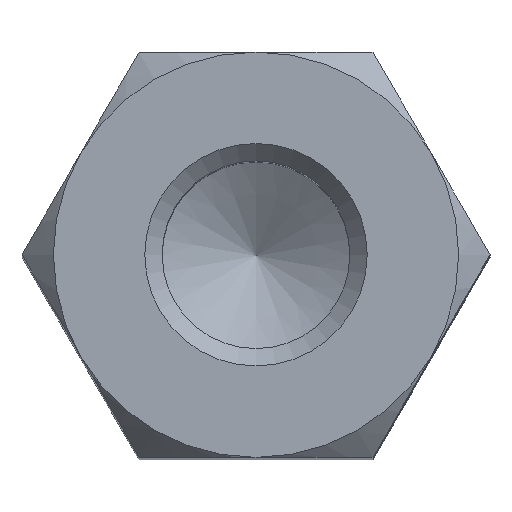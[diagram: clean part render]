
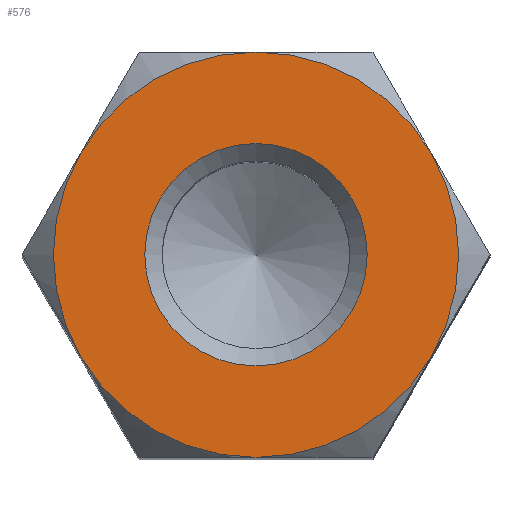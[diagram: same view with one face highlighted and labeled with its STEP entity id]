
A CAD part, top view. The second image highlights one B-rep face of the part: STEP entity #576.
In plain terms, the highlighted planar face has unit normal (0, 0, 1).
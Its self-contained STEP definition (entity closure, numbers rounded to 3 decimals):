
#80=PLANE('',#619);
#140=ORIENTED_EDGE('',*,*,#222,.T.);
#141=ORIENTED_EDGE('',*,*,#216,.T.);
#142=ORIENTED_EDGE('',*,*,#221,.T.);
#143=ORIENTED_EDGE('',*,*,#220,.T.);
#144=ORIENTED_EDGE('',*,*,#219,.T.);
#145=ORIENTED_EDGE('',*,*,#218,.T.);
#146=ORIENTED_EDGE('',*,*,#217,.T.);
#216=EDGE_CURVE('',#245,#249,#270,.F.);
#217=EDGE_CURVE('',#239,#245,#271,.T.);
#218=EDGE_CURVE('',#259,#239,#272,.F.);
#219=EDGE_CURVE('',#257,#259,#273,.F.);
#220=EDGE_CURVE('',#253,#257,#274,.F.);
#221=EDGE_CURVE('',#249,#253,#275,.F.);
#222=EDGE_CURVE('',#260,#260,#276,.T.);
#239=VERTEX_POINT('',#771);
#245=VERTEX_POINT('',#796);
#249=VERTEX_POINT('',#818);
#253=VERTEX_POINT('',#840);
#257=VERTEX_POINT('',#862);
#259=VERTEX_POINT('',#881);
#260=VERTEX_POINT('',#904);
#270=CIRCLE('',#608,3.5);
#271=CIRCLE('',#610,3.5);
#272=CIRCLE('',#612,3.5);
#273=CIRCLE('',#614,3.5);
#274=CIRCLE('',#616,3.5);
#275=CIRCLE('',#618,3.5);
#276=CIRCLE('',#620,1.921);
#302=EDGE_LOOP('',(#140));
#303=EDGE_LOOP('',(#141,#142,#143,#144,#145,#146));
#338=FACE_BOUND('',#302,.T.);
#339=FACE_BOUND('',#303,.T.);
#576=ADVANCED_FACE('',(#338,#339),#80,.F.);
#608=AXIS2_PLACEMENT_3D('',#891,#677,#678);
#610=AXIS2_PLACEMENT_3D('',#893,#681,#682);
#612=AXIS2_PLACEMENT_3D('',#895,#685,#686);
#614=AXIS2_PLACEMENT_3D('',#897,#689,#690);
#616=AXIS2_PLACEMENT_3D('',#899,#693,#694);
#618=AXIS2_PLACEMENT_3D('',#901,#697,#698);
#619=AXIS2_PLACEMENT_3D('',#902,#699,#700);
#620=AXIS2_PLACEMENT_3D('',#903,#701,#702);
#677=DIRECTION('',(0.,0.,-1.));
#678=DIRECTION('',(-1.,0.,0.));
#681=DIRECTION('',(0.,0.,1.));
#682=DIRECTION('',(1.,0.,0.));
#685=DIRECTION('',(0.,0.,-1.));
#686=DIRECTION('',(-1.,0.,0.));
#689=DIRECTION('',(0.,0.,-1.));
#690=DIRECTION('',(-1.,0.,0.));
#693=DIRECTION('',(0.,0.,-1.));
#694=DIRECTION('',(-1.,0.,0.));
#697=DIRECTION('',(0.,0.,-1.));
#698=DIRECTION('',(-1.,0.,0.));
#699=DIRECTION('',(0.,0.,-1.));
#700=DIRECTION('',(-1.,0.,0.));
#701=DIRECTION('',(0.,0.,-1.));
#702=DIRECTION('',(0.,1.,0.));
#771=CARTESIAN_POINT('',(0.,3.5,12.5));
#796=CARTESIAN_POINT('',(-3.031,1.75,12.5));
#818=CARTESIAN_POINT('',(-3.031,-1.75,12.5));
#840=CARTESIAN_POINT('',(0.,-3.5,12.5));
#862=CARTESIAN_POINT('',(3.031,-1.75,12.5));
#881=CARTESIAN_POINT('',(3.031,1.75,12.5));
#891=CARTESIAN_POINT('',(0.,0.,12.5));
#893=CARTESIAN_POINT('',(0.,0.,12.5));
#895=CARTESIAN_POINT('',(0.,0.,12.5));
#897=CARTESIAN_POINT('',(0.,0.,12.5));
#899=CARTESIAN_POINT('',(0.,0.,12.5));
#901=CARTESIAN_POINT('',(0.,0.,12.5));
#902=CARTESIAN_POINT('',(0.,0.,12.5));
#903=CARTESIAN_POINT('',(0.,0.,12.5));
#904=CARTESIAN_POINT('',(0.,1.921,12.5));
